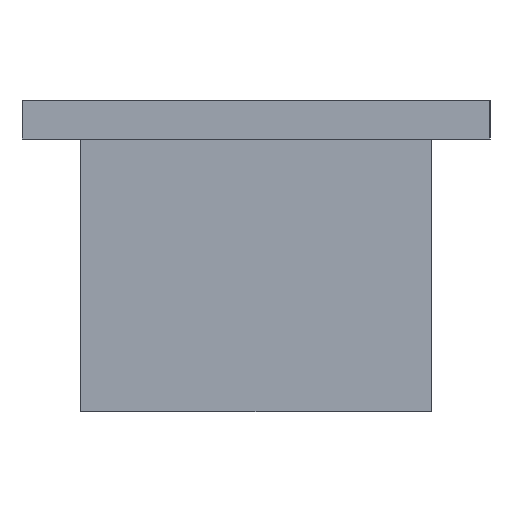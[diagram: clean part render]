
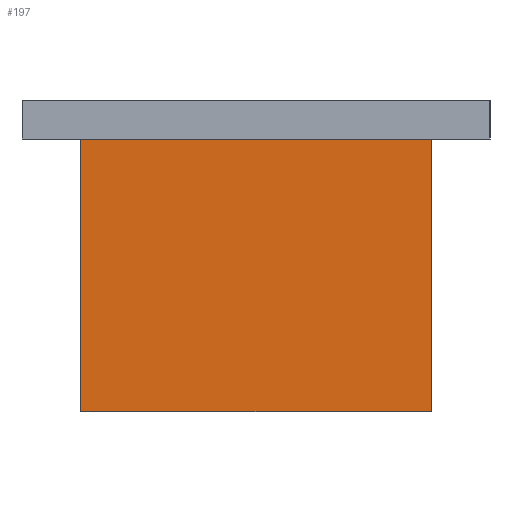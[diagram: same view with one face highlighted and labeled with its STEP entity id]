
A CAD part, front view. The second image highlights one B-rep face of the part: STEP entity #197.
In plain terms, the highlighted planar face has unit normal (0, -1, 0).
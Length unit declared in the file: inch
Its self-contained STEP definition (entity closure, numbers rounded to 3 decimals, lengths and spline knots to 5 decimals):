
#197=ADVANCED_FACE('',(#283),#253,.T.);
#253=PLANE('',#1088);
#283=FACE_OUTER_BOUND('',#315,.T.);
#315=EDGE_LOOP('',(#434,#435,#436,#437));
#434=ORIENTED_EDGE('',*,*,#798,.F.);
#435=ORIENTED_EDGE('',*,*,#799,.T.);
#436=ORIENTED_EDGE('',*,*,#800,.F.);
#437=ORIENTED_EDGE('',*,*,#795,.F.);
#694=VERTEX_POINT('',#1495);
#696=VERTEX_POINT('',#1498);
#698=VERTEX_POINT('',#1504);
#699=VERTEX_POINT('',#1506);
#795=EDGE_CURVE('',#694,#696,#927,.T.);
#798=EDGE_CURVE('',#698,#694,#930,.T.);
#799=EDGE_CURVE('',#698,#699,#931,.T.);
#800=EDGE_CURVE('',#696,#699,#932,.T.);
#927=LINE('',#1497,#1007);
#930=LINE('',#1503,#1010);
#931=LINE('',#1505,#1011);
#932=LINE('',#1507,#1012);
#1007=VECTOR('',#1198,1.);
#1010=VECTOR('',#1203,1.);
#1011=VECTOR('',#1204,1.);
#1012=VECTOR('',#1205,1.);
#1088=AXIS2_PLACEMENT_3D('',#1508,#1206,#1207);
#1198=DIRECTION('',(0.,0.,1.));
#1203=DIRECTION('',(-1.,0.,0.));
#1204=DIRECTION('',(0.,0.,1.));
#1205=DIRECTION('',(1.,0.,0.));
#1206=DIRECTION('',(0.,-1.,0.));
#1207=DIRECTION('',(1.,0.,0.));
#1495=CARTESIAN_POINT('',(-1.125,-1.4375,0.));
#1497=CARTESIAN_POINT('',(-1.125,-1.4375,1.75));
#1498=CARTESIAN_POINT('',(-1.125,-1.4375,1.75));
#1503=CARTESIAN_POINT('',(1.125,-1.4375,0.));
#1504=CARTESIAN_POINT('',(1.125,-1.4375,0.));
#1505=CARTESIAN_POINT('',(1.125,-1.4375,1.75));
#1506=CARTESIAN_POINT('',(1.125,-1.4375,1.75));
#1507=CARTESIAN_POINT('',(1.125,-1.4375,1.75));
#1508=CARTESIAN_POINT('',(1.125,-1.4375,1.75));
